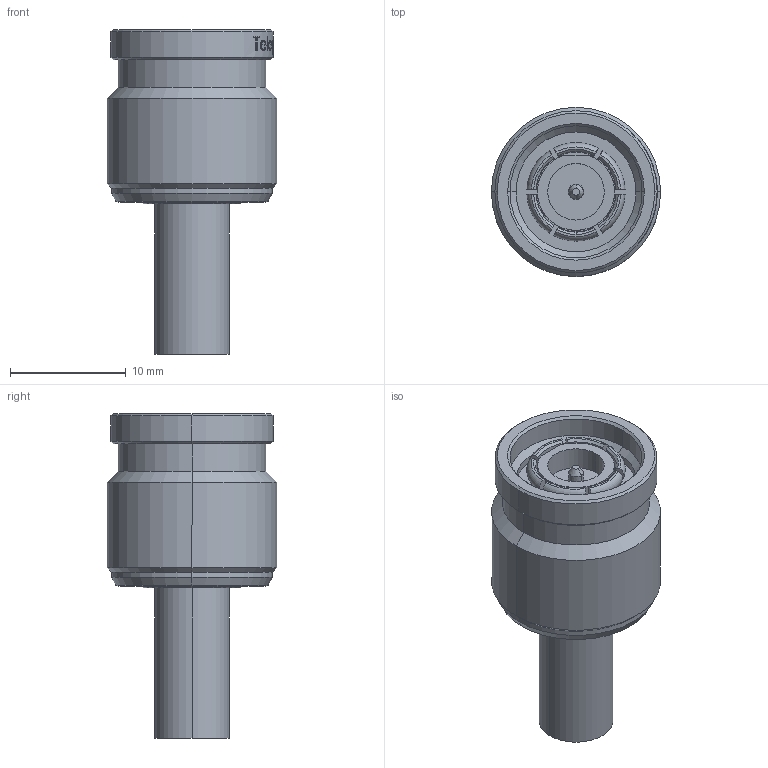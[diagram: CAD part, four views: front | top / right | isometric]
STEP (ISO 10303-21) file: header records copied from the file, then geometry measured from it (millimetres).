
FILE_DESCRIPTION (( 'STEP AP214' ), '1' );
FILE_NAME ('J01010L2255.STEP', '2018-11-15T13:17:24', ( '' ), ( '' ), 'SwSTEP 2.0', 'SolidWorks 2017', '' );
FILE_SCHEMA (( 'AUTOMOTIVE_DESIGN' ));
Length unit declared in the file: millimetre
Products named in the file (1): J01010L2255
Bounding box: 14.6 x 14.6 x 28.05 mm (x, y, z)
Volume: 2324.7 mm3; surface area: 1708.8 mm2
Topology: 1 solids, 1 shells, 274 faces, 687 edges, 447 vertices
Faces by surface type: plane 94, bspline 78, cylinder 61, cone 35, torus 6
Entity records: 14010 total; most frequent: CARTESIAN_POINT 4978, ORIENTED_EDGE 1374, DIRECTION 1032, EDGE_CURVE 687, VERTEX_POINT 447, AXIS2_PLACEMENT_3D 360, VECTOR 312, LINE 312
